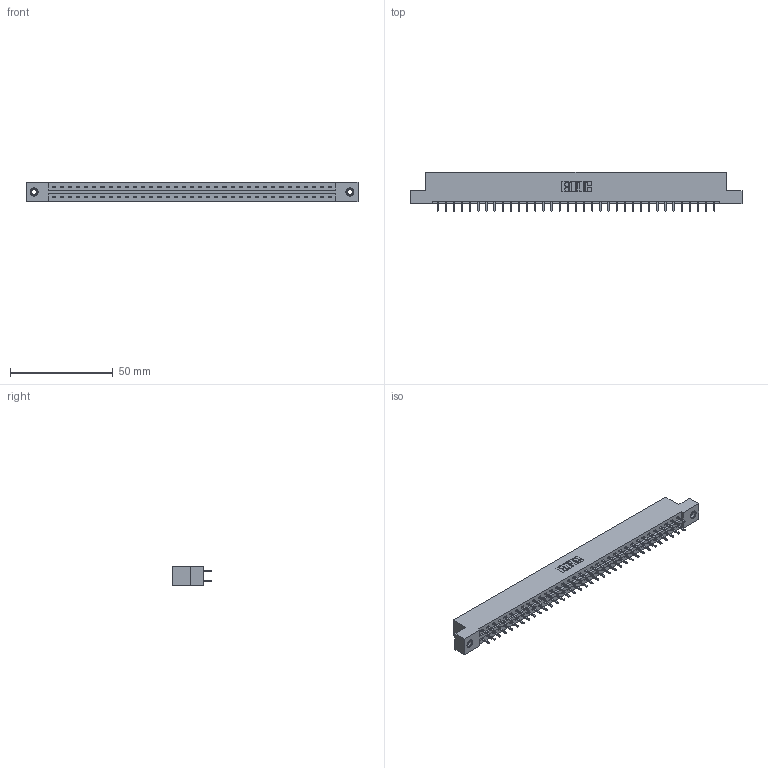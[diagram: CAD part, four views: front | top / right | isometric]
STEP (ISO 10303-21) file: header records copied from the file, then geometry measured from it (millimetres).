
FILE_DESCRIPTION (( 'STEP AP203' ), '1' );
FILE_NAME ('337-070-521-207.STEP', '2019-10-10T01:04:57', ( '' ), ( '' ), 'SwSTEP 2.0', 'SolidWorks 2016', '' );
FILE_SCHEMA (( 'CONFIG_CONTROL_DESIGN' ));
Length unit declared in the file: inch
Products named in the file (4): 337 Part_Flush Mounting Lugs - 0.156 Dia-TI; 337-070-521-207; 345-292-001_345-293-121; 345-250-001_345-250-005-103
Assembly tree (73 placements, depth 2):
  337-070-521-207
    337 Part_Flush Mounting Lugs - 0.156 Dia-TI
    345-292-001_345-293-121  x70
    345-250-001_345-250-005-103  x2
Bounding box: 161.7 x 19.06 x 9.4 mm (x, y, z)
Volume: 16905.6 mm3; surface area: 18872.2 mm2
Topology: 73 solids, 73 shells, 3954 faces, 11717 edges, 7710 vertices
Faces by surface type: plane 2762, cylinder 1176, cone 12, torus 4
Entity records: 29246 total; most frequent: CARTESIAN_POINT 4913, ORIENTED_EDGE 4842, DIRECTION 4223, EDGE_CURVE 2421, VECTOR 2273, LINE 2273, VERTEX_POINT 1608, AXIS2_PLACEMENT_3D 975
